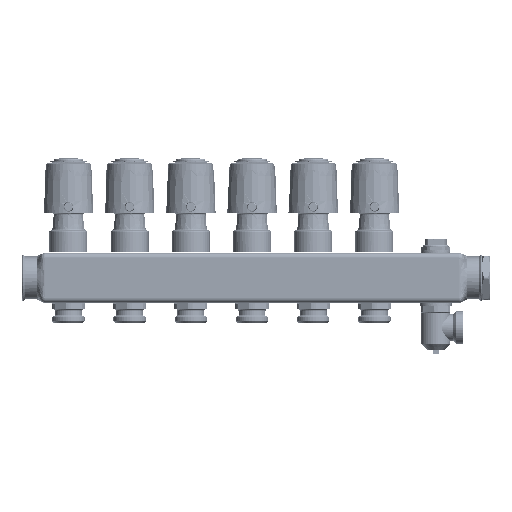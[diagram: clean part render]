
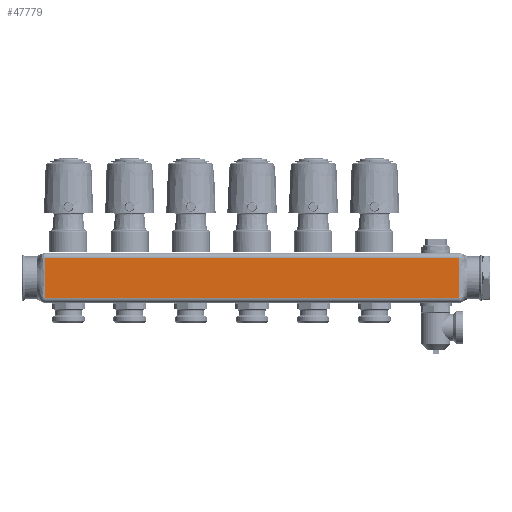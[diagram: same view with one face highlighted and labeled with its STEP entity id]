
A CAD part, top view. The second image highlights one B-rep face of the part: STEP entity #47779.
In plain terms, the highlighted planar face has unit normal (0, 0, 1).
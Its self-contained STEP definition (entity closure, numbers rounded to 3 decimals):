
#33291=DIRECTION('',(-1.,0.,0.));
#33292=VECTOR('',#33291,338.);
#33293=CARTESIAN_POINT('',(319.,-16.302,
20.5));
#33294=LINE('',#33293,#33292);
#33295=CARTESIAN_POINT('',(-19.,-16.302,
20.5));
#33296=CARTESIAN_POINT('',(-19.,-16.294,
20.5));
#33297=CARTESIAN_POINT('',(-19.,-16.249,
20.5));
#33298=CARTESIAN_POINT('',(-19.,-16.161,
20.5));
#33299=CARTESIAN_POINT('',(-19.,-16.036,
20.5));
#33300=CARTESIAN_POINT('',(-19.,-15.903,
20.5));
#33301=CARTESIAN_POINT('',(-19.,-15.726,
20.5));
#33302=CARTESIAN_POINT('',(-19.,-15.506,
20.5));
#33303=CARTESIAN_POINT('',(-19.,-15.153,
20.5));
#33304=CARTESIAN_POINT('',(-19.,-14.713,
20.5));
#33305=CARTESIAN_POINT('',(-19.,-14.187,
20.5));
#33306=CARTESIAN_POINT('',(-19.,-13.663,
20.5));
#33307=CARTESIAN_POINT('',(-19.,-12.966,
20.5));
#33308=CARTESIAN_POINT('',(-19.,-11.753,
20.5));
#33309=CARTESIAN_POINT('',(-19.,-10.036,
20.5));
#33310=CARTESIAN_POINT('',(-19.,-7.999,
20.5));
#33311=CARTESIAN_POINT('',(-19.,-5.981,
20.5));
#33312=CARTESIAN_POINT('',(-19.,-3.311,
20.5));
#33313=CARTESIAN_POINT('',(-19.,-0.662,
20.5));
#33314=CARTESIAN_POINT('',(-19.,1.987,
20.5));
#33315=CARTESIAN_POINT('',(-19.,4.643,
20.5));
#33316=CARTESIAN_POINT('',(-19.,7.989,
20.5));
#33317=CARTESIAN_POINT('',(-19.,11.401,
20.5));
#33318=CARTESIAN_POINT('',(-19.,14.183,
20.5));
#33319=CARTESIAN_POINT('',(-19.,15.592,
20.5));
#33320=CARTESIAN_POINT('',(-19.,16.302,
20.5));
#33322=DIRECTION('',(-1.,0.,0.));
#33323=VECTOR('',#33322,338.);
#33324=CARTESIAN_POINT('',(319.,16.302,20.5));
#33325=LINE('',#33324,#33323);
#33326=CARTESIAN_POINT('',(319.,16.302,20.5));
#33552=CARTESIAN_POINT('',(319.,-16.302,
20.5));
#33570=CARTESIAN_POINT('',(319.,-16.302,
20.5));
#33571=CARTESIAN_POINT('',(319.,-16.294,
20.5));
#33572=CARTESIAN_POINT('',(319.,-16.249,
20.5));
#33573=CARTESIAN_POINT('',(319.,-16.161,
20.5));
#33574=CARTESIAN_POINT('',(319.,-16.036,
20.5));
#33575=CARTESIAN_POINT('',(319.,-15.903,
20.5));
#33576=CARTESIAN_POINT('',(319.,-15.726,
20.5));
#33577=CARTESIAN_POINT('',(319.,-15.506,
20.5));
#33578=CARTESIAN_POINT('',(319.,-15.153,
20.5));
#33579=CARTESIAN_POINT('',(319.,-14.713,
20.5));
#33580=CARTESIAN_POINT('',(319.,-14.187,
20.5));
#33581=CARTESIAN_POINT('',(319.,-13.663,
20.5));
#33582=CARTESIAN_POINT('',(319.,-12.966,
20.5));
#33583=CARTESIAN_POINT('',(319.,-11.753,
20.5));
#33584=CARTESIAN_POINT('',(319.,-10.036,
20.5));
#33585=CARTESIAN_POINT('',(319.,-7.999,
20.5));
#33586=CARTESIAN_POINT('',(319.,-5.981,
20.5));
#33587=CARTESIAN_POINT('',(319.,-3.311,
20.5));
#33588=CARTESIAN_POINT('',(319.,-0.662,
20.5));
#33589=CARTESIAN_POINT('',(319.,1.987,20.5));
#33590=CARTESIAN_POINT('',(319.,4.643,20.5));
#33591=CARTESIAN_POINT('',(319.,7.989,20.5));
#33592=CARTESIAN_POINT('',(319.,11.401,20.5));
#33593=CARTESIAN_POINT('',(319.,14.183,20.5));
#33594=CARTESIAN_POINT('',(319.,15.592,20.5));
#33595=CARTESIAN_POINT('',(319.,16.302,20.5));
#35964=CARTESIAN_POINT('',(-19.,16.302,
20.5));
#47003=VERTEX_POINT('',#35964);
#47004=VERTEX_POINT('',#33326);
#47023=VERTEX_POINT('',#33552);
#47025=CARTESIAN_POINT('',(-19.,-16.302,
20.5));
#47026=VERTEX_POINT('',#47025);
#47765=CARTESIAN_POINT('',(25.,16.302,20.5));
#47766=DIRECTION('',(0.,0.,1.));
#47767=DIRECTION('',(0.,-1.,0.));
#47768=AXIS2_PLACEMENT_3D('',#47765,#47766,#47767);
#47769=PLANE('',#47768);
#47771=ORIENTED_EDGE('',*,*,#47770,.F.);
#47773=ORIENTED_EDGE('',*,*,#47772,.F.);
#47774=ORIENTED_EDGE('',*,*,#47755,.T.);
#47776=ORIENTED_EDGE('',*,*,#47775,.T.);
#47777=EDGE_LOOP('',(#47771,#47773,#47774,#47776));
#47778=FACE_OUTER_BOUND('',#47777,.F.);
#47779=ADVANCED_FACE('',(#47778),#47769,.T.);
#33321=B_SPLINE_CURVE_WITH_KNOTS('',3,(#33295,#33296,#33297,#33298,#33299,
#33300,#33301,#33302,#33303,#33304,#33305,#33306,#33307,#33308,#33309,#33310,
#33311,#33312,#33313,#33314,#33315,#33316,#33317,#33318,#33319,#33320),
.UNSPECIFIED.,.F.,.F.,(4,1,1,1,1,1,1,1,1,1,1,1,1,1,1,1,1,1,1,1,1,1,1,4),(0.,
0.001,0.004,0.008,0.012,
0.016,0.023,0.031,0.047,
0.063,0.078,0.094,0.125,
0.188,0.25,0.313,0.375,
0.5,0.563,0.625,0.75,
0.875,0.938,1.),.UNSPECIFIED.);
#33596=B_SPLINE_CURVE_WITH_KNOTS('',3,(#33570,#33571,#33572,#33573,#33574,
#33575,#33576,#33577,#33578,#33579,#33580,#33581,#33582,#33583,#33584,#33585,
#33586,#33587,#33588,#33589,#33590,#33591,#33592,#33593,#33594,#33595),
.UNSPECIFIED.,.F.,.F.,(4,1,1,1,1,1,1,1,1,1,1,1,1,1,1,1,1,1,1,1,1,1,1,4),(0.,
0.001,0.004,0.008,0.012,
0.016,0.023,0.031,0.047,
0.063,0.078,0.094,0.125,
0.188,0.25,0.313,0.375,
0.5,0.563,0.625,0.75,
0.875,0.937,1.),.UNSPECIFIED.);
#47755=EDGE_CURVE('',#47023,#47026,#33294,.T.);
#47770=EDGE_CURVE('',#47004,#47003,#33325,.T.);
#47772=EDGE_CURVE('',#47023,#47004,#33596,.T.);
#47775=EDGE_CURVE('',#47026,#47003,#33321,.T.);
